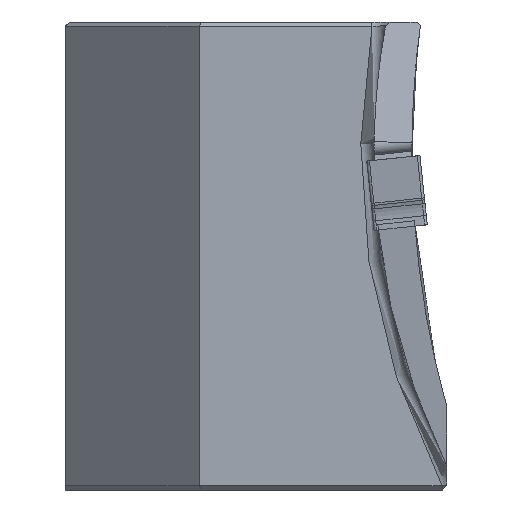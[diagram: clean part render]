
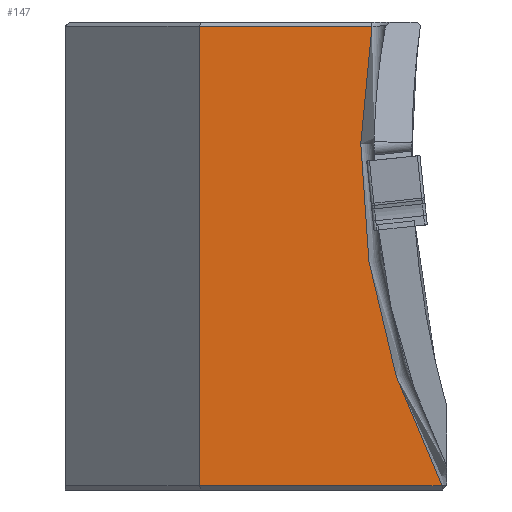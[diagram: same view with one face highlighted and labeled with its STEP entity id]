
A CAD part, left-side view. The second image highlights one B-rep face of the part: STEP entity #147.
In plain terms, the highlighted planar face has unit normal (-1, 0, 0).
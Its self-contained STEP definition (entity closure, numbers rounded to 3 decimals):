
#85=CIRCLE('',#1371,54.);
#147=ADVANCED_FACE('',(#265),#219,.F.);
#219=PLANE('',#1372);
#265=FACE_OUTER_BOUND('',#339,.T.);
#339=EDGE_LOOP('',(#498,#499,#500,#501));
#498=ORIENTED_EDGE('',*,*,#975,.T.);
#499=ORIENTED_EDGE('',*,*,#976,.T.);
#500=ORIENTED_EDGE('',*,*,#977,.T.);
#501=ORIENTED_EDGE('',*,*,#978,.T.);
#844=VERTEX_POINT('',#2033);
#845=VERTEX_POINT('',#2034);
#846=VERTEX_POINT('',#2036);
#847=VERTEX_POINT('',#2038);
#975=EDGE_CURVE('',#844,#845,#85,.T.);
#976=EDGE_CURVE('',#845,#846,#1143,.T.);
#977=EDGE_CURVE('',#846,#847,#1144,.T.);
#978=EDGE_CURVE('',#847,#844,#1145,.T.);
#1143=LINE('',#2035,#1264);
#1144=LINE('',#2037,#1265);
#1145=LINE('',#2039,#1266);
#1264=VECTOR('',#1567,1.);
#1265=VECTOR('',#1568,1.);
#1266=VECTOR('',#1569,1.);
#1371=AXIS2_PLACEMENT_3D('',#2032,#1565,#1566);
#1372=AXIS2_PLACEMENT_3D('',#2040,#1570,#1571);
#1565=DIRECTION('',(1.,0.,0.));
#1566=DIRECTION('',(0.,0.,-1.));
#1567=DIRECTION('',(0.,1.,0.));
#1568=DIRECTION('',(0.,0.,-1.));
#1569=DIRECTION('',(0.,-1.,0.));
#1570=DIRECTION('',(1.,0.,0.));
#1571=DIRECTION('',(0.,0.,-1.));
#2032=CARTESIAN_POINT('',(26.,-76.08,0.2));
#2033=CARTESIAN_POINT('',(26.,-28.163,-24.699));
#2034=CARTESIAN_POINT('',(26.,-22.922,9.7));
#2035=CARTESIAN_POINT('',(26.,-76.08,9.7));
#2036=CARTESIAN_POINT('',(26.,-10.,9.7));
#2037=CARTESIAN_POINT('',(26.,-10.,10.));
#2038=CARTESIAN_POINT('',(26.,-10.,-24.7));
#2039=CARTESIAN_POINT('',(26.,-76.08,-24.7));
#2040=CARTESIAN_POINT('',(26.,-76.08,0.2));
